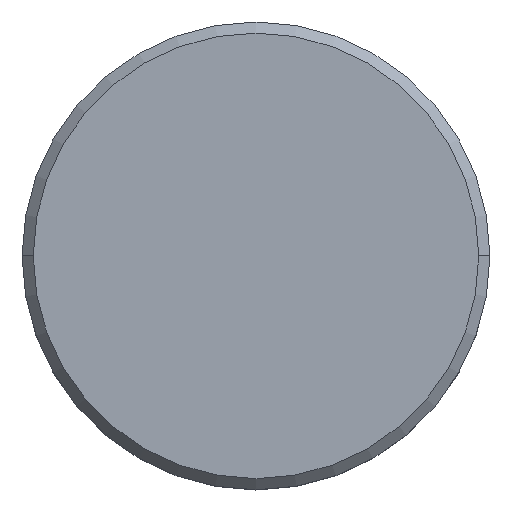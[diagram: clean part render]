
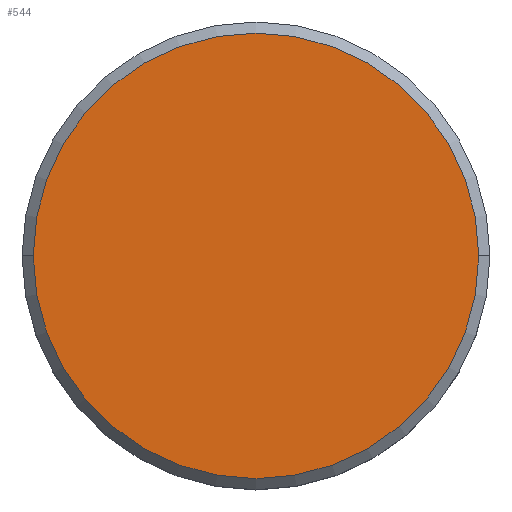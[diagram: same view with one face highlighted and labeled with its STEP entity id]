
A CAD part, top view. The second image highlights one B-rep face of the part: STEP entity #544.
In plain terms, the highlighted planar face has unit normal (0, 0, 1).
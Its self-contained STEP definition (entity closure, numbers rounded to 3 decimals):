
#12 = AXIS2_PLACEMENT_3D ( 'NONE', #56, #561, #154 ) ;
#24 = PLANE ( 'NONE',  #324 ) ;
#27 = DIRECTION ( 'NONE',  ( 0., 0., 1. ) ) ;
#49 = CIRCLE ( 'NONE', #346, 10. ) ;
#56 = CARTESIAN_POINT ( 'NONE',  ( 0., 0., 0. ) ) ;
#65 = CARTESIAN_POINT ( 'NONE',  ( 0., 0., 0. ) ) ;
#100 = EDGE_CURVE ( 'NONE', #539, #282, #49, .T. ) ;
#101 = CARTESIAN_POINT ( 'NONE',  ( -10., 0., 0. ) ) ;
#153 = EDGE_CURVE ( 'NONE', #282, #539, #214, .T. ) ;
#154 = DIRECTION ( 'NONE',  ( 1., 0., 0. ) ) ;
#160 = DIRECTION ( 'NONE',  ( 0., 0., 1. ) ) ;
#207 = ORIENTED_EDGE ( 'NONE', *, *, #100, .T. ) ;
#214 = CIRCLE ( 'NONE', #12, 10. ) ;
#257 = EDGE_LOOP ( 'NONE', ( #207, #341 ) ) ;
#275 = DIRECTION ( 'NONE',  ( 1., 0., 0. ) ) ;
#282 = VERTEX_POINT ( 'NONE', #419 ) ;
#324 = AXIS2_PLACEMENT_3D ( 'NONE', #521, #27, #573 ) ;
#341 = ORIENTED_EDGE ( 'NONE', *, *, #153, .T. ) ;
#346 = AXIS2_PLACEMENT_3D ( 'NONE', #65, #160, #275 ) ;
#388 = FACE_OUTER_BOUND ( 'NONE', #257, .T. ) ;
#419 = CARTESIAN_POINT ( 'NONE',  ( 10., 0., 0. ) ) ;
#521 = CARTESIAN_POINT ( 'NONE',  ( 0., 0., 0. ) ) ;
#539 = VERTEX_POINT ( 'NONE', #101 ) ;
#544 = ADVANCED_FACE ( 'NONE', ( #388 ), #24, .T. ) ;
#561 = DIRECTION ( 'NONE',  ( 0., 0., 1. ) ) ;
#573 = DIRECTION ( 'NONE',  ( 1., 0., 0. ) ) ;
